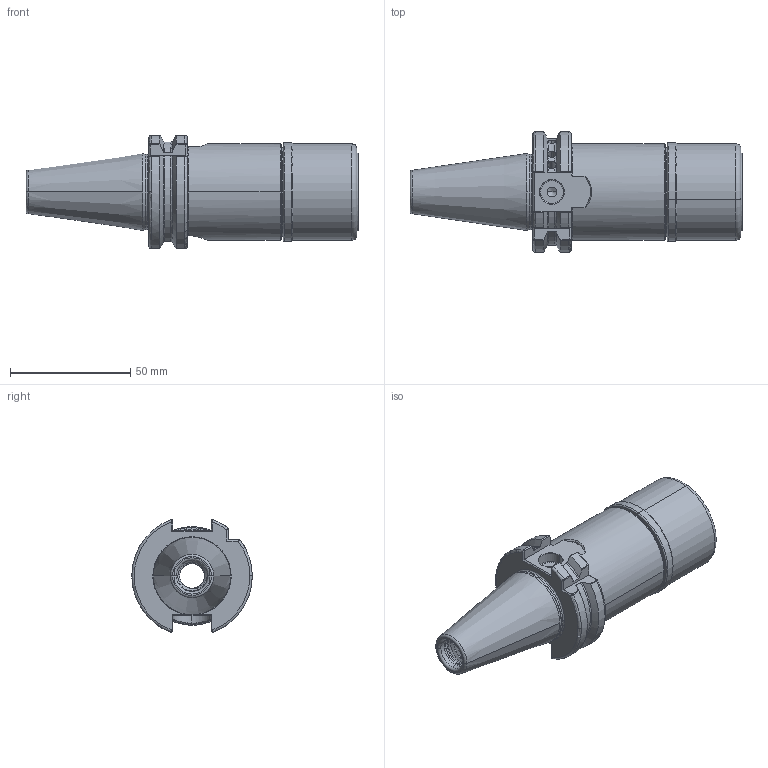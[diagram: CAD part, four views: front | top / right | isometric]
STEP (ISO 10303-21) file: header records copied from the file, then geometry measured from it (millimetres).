
FILE_DESCRIPTION (( 'STEP AP203' ), '1' );
FILE_NAME ('302.03.16.1.STEP', '2016-07-16T06:06:22', ( '' ), ( '' ), 'SwSTEP 2.0', 'SolidWorks 2012', '' );
FILE_SCHEMA (( 'CONFIG_CONTROL_DESIGN' ));
Length unit declared in the file: millimetre
Products named in the file (3): 2-01.B04.0160311D9_KPS16_無溝螺帽_加長型; 302.03.16.1
Assembly tree (2 placements, depth 2):
  302.03.16.1
    302.03.16.1
    2-01.B04.0160311D9_KPS16_無溝螺帽_加長型
Bounding box: 137.8 x 50 x 47.05 mm (x, y, z)
Volume: 104107 mm3; surface area: 38587.6 mm2
Topology: 2 solids, 2 shells, 363 faces, 948 edges, 590 vertices
Faces by surface type: cylinder 173, torus 59, plane 53, cone 50, bspline 28
Entity records: 24728 total; most frequent: CARTESIAN_POINT 16521, ORIENTED_EDGE 1880, DIRECTION 1463, EDGE_CURVE 940, VERTEX_POINT 590, AXIS2_PLACEMENT_3D 589, EDGE_LOOP 376, FACE_OUTER_BOUND 363
